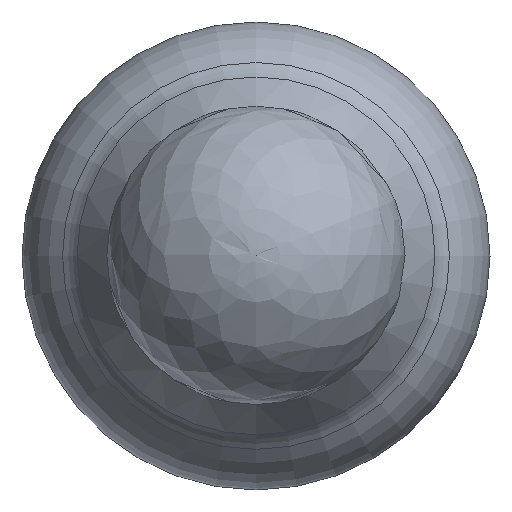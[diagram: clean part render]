
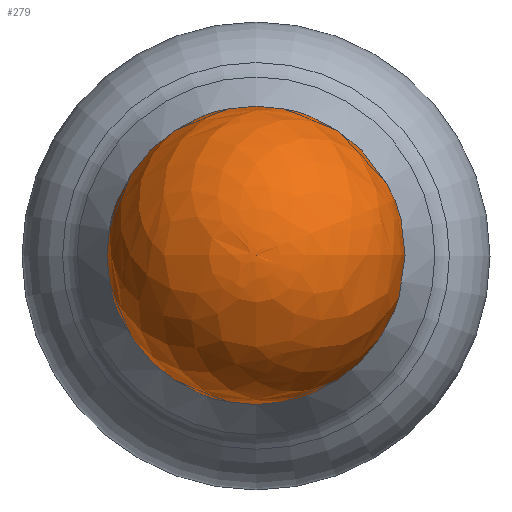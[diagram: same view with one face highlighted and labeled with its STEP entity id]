
A CAD part, top view. The second image highlights one B-rep face of the part: STEP entity #279.
In plain terms, the highlighted free-form (B-spline) face has degree [2, 2] with [5, 9] control points.
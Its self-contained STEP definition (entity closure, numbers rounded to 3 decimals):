
#15=(
BOUNDED_SURFACE()
B_SPLINE_SURFACE(2,2,((#537,#538,#539,#540,#541,#542,#543,#544,#545),(#546,
#547,#548,#549,#550,#551,#552,#553,#554),(#555,#556,#557,#558,#559,#560,
#561,#562,#563),(#564,#565,#566,#567,#568,#569,#570,#571,#572),(#573,#574,
#575,#576,#577,#578,#579,#580,#581)),.UNSPECIFIED.,.F.,.T.,.F.)
B_SPLINE_SURFACE_WITH_KNOTS((3,2,3),(3,2,2,2,3),(-1.576,-0.248,
1.079),(-3.142,-1.571,0.,1.571,
3.142),.UNSPECIFIED.)
GEOMETRIC_REPRESENTATION_ITEM()
RATIONAL_B_SPLINE_SURFACE(((1.,0.707,1.,0.707,1.,
0.707,1.,0.707,1.),(0.788,0.557,
0.788,0.557,0.788,0.557,
0.788,0.557,0.788),(1.,0.707,
1.,0.707,1.,0.707,1.,0.707,1.),(0.788,
0.557,0.788,0.557,0.788,
0.557,0.788,0.557,0.788),
(1.,0.707,1.,0.707,1.,0.707,1.,0.707,
1.)))
REPRESENTATION_ITEM('')
SURFACE()
);
#46=FACE_OUTER_BOUND('',#63,.T.);
#63=EDGE_LOOP('',(#238,#239,#240));
#99=CIRCLE('',#341,6.813);
#100=CIRCLE('',#342,14.288);
#128=VERTEX_POINT('',#534);
#129=VERTEX_POINT('',#582);
#167=EDGE_CURVE('',#128,#128,#99,.T.);
#168=EDGE_CURVE('',#129,#128,#100,.T.);
#238=ORIENTED_EDGE('',*,*,#168,.T.);
#239=ORIENTED_EDGE('',*,*,#167,.F.);
#240=ORIENTED_EDGE('',*,*,#168,.F.);
#279=ADVANCED_FACE('',(#46),#15,.F.);
#341=AXIS2_PLACEMENT_3D('',#536,#443,#444);
#342=AXIS2_PLACEMENT_3D('',#583,#445,#446);
#443=DIRECTION('center_axis',(0.,0.001,-1.));
#444=DIRECTION('ref_axis',(0.,-1.,-0.001));
#445=DIRECTION('center_axis',(0.,1.,0.001));
#446=DIRECTION('ref_axis',(1.,0.,0.));
#534=CARTESIAN_POINT('',(6.813,-0.062,68.781));
#536=CARTESIAN_POINT('Origin',(0.,-0.062,68.781));
#537=CARTESIAN_POINT('Ctrl Pts',(0.,-0.086,
95.666));
#538=CARTESIAN_POINT('Ctrl Pts',(0.,-0.086,
95.666));
#539=CARTESIAN_POINT('Ctrl Pts',(0.,-0.086,
95.666));
#540=CARTESIAN_POINT('Ctrl Pts',(0.,-0.086,
95.666));
#541=CARTESIAN_POINT('Ctrl Pts',(0.,-0.086,
95.666));
#542=CARTESIAN_POINT('Ctrl Pts',(0.,-0.086,
95.666));
#543=CARTESIAN_POINT('Ctrl Pts',(0.,-0.086,
95.666));
#544=CARTESIAN_POINT('Ctrl Pts',(0.,-0.086,
95.666));
#545=CARTESIAN_POINT('Ctrl Pts',(0.,-0.086,
95.666));
#546=CARTESIAN_POINT('Ctrl Pts',(11.177,-0.086,95.723));
#547=CARTESIAN_POINT('Ctrl Pts',(11.177,-11.262,95.713));
#548=CARTESIAN_POINT('Ctrl Pts',(0.,-11.262,
95.713));
#549=CARTESIAN_POINT('Ctrl Pts',(-11.177,-11.262,95.713));
#550=CARTESIAN_POINT('Ctrl Pts',(-11.177,-0.086,95.723));
#551=CARTESIAN_POINT('Ctrl Pts',(-11.177,11.091,95.733));
#552=CARTESIAN_POINT('Ctrl Pts',(0.,11.091,95.733));
#553=CARTESIAN_POINT('Ctrl Pts',(11.177,11.091,95.733));
#554=CARTESIAN_POINT('Ctrl Pts',(11.177,-0.086,95.723));
#555=CARTESIAN_POINT('Ctrl Pts',(13.922,-0.076,84.889));
#556=CARTESIAN_POINT('Ctrl Pts',(13.922,-13.998,84.876));
#557=CARTESIAN_POINT('Ctrl Pts',(0.,-13.998,
84.876));
#558=CARTESIAN_POINT('Ctrl Pts',(-13.922,-13.998,84.876));
#559=CARTESIAN_POINT('Ctrl Pts',(-13.922,-0.076,
84.889));
#560=CARTESIAN_POINT('Ctrl Pts',(-13.922,13.847,84.901));
#561=CARTESIAN_POINT('Ctrl Pts',(0.,13.847,84.901));
#562=CARTESIAN_POINT('Ctrl Pts',(13.922,13.847,84.901));
#563=CARTESIAN_POINT('Ctrl Pts',(13.922,-0.076,84.889));
#564=CARTESIAN_POINT('Ctrl Pts',(16.668,-0.066,74.054));
#565=CARTESIAN_POINT('Ctrl Pts',(16.668,-16.734,74.039));
#566=CARTESIAN_POINT('Ctrl Pts',(0.,-16.734,
74.039));
#567=CARTESIAN_POINT('Ctrl Pts',(-16.668,-16.734,74.039));
#568=CARTESIAN_POINT('Ctrl Pts',(-16.668,-0.066,
74.054));
#569=CARTESIAN_POINT('Ctrl Pts',(-16.668,16.602,74.069));
#570=CARTESIAN_POINT('Ctrl Pts',(0.,16.602,
74.069));
#571=CARTESIAN_POINT('Ctrl Pts',(16.668,16.602,74.069));
#572=CARTESIAN_POINT('Ctrl Pts',(16.668,-0.066,74.054));
#573=CARTESIAN_POINT('Ctrl Pts',(6.813,-0.062,68.781));
#574=CARTESIAN_POINT('Ctrl Pts',(6.813,-6.875,68.775));
#575=CARTESIAN_POINT('Ctrl Pts',(0.,-6.875,
68.775));
#576=CARTESIAN_POINT('Ctrl Pts',(-6.813,-6.875,68.775));
#577=CARTESIAN_POINT('Ctrl Pts',(-6.813,-0.062,
68.781));
#578=CARTESIAN_POINT('Ctrl Pts',(-6.813,6.752,68.787));
#579=CARTESIAN_POINT('Ctrl Pts',(0.,6.752,68.787));
#580=CARTESIAN_POINT('Ctrl Pts',(6.813,6.752,68.787));
#581=CARTESIAN_POINT('Ctrl Pts',(6.813,-0.062,68.781));
#582=CARTESIAN_POINT('',(0.,-0.086,95.666));
#583=CARTESIAN_POINT('Origin',(0.073,-0.073,81.379));
